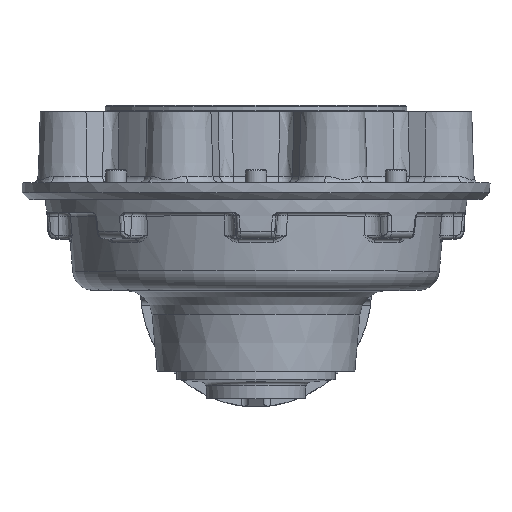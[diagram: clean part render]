
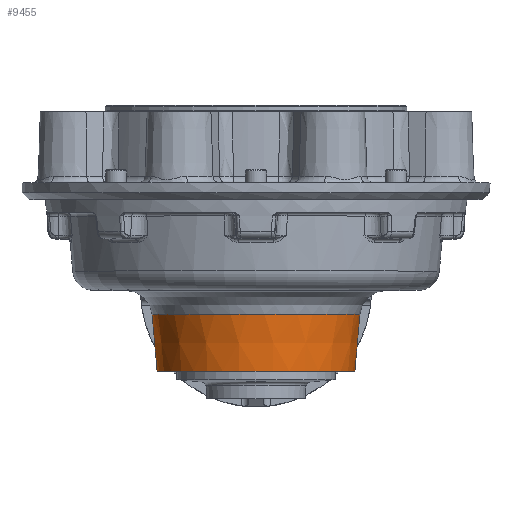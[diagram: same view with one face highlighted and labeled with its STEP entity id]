
A CAD part, top view. The second image highlights one B-rep face of the part: STEP entity #9455.
In plain terms, the highlighted conical face has half-angle 5 degrees and reference radius 80.363 mm.
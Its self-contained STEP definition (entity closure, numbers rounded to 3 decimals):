
#398=B_SPLINE_CURVE_WITH_KNOTS('',3,(#25725,#25726,#25727,#25728,#25729,
#25730,#25731,#25732,#25733,#25734,#25735,#25736,#25737,#25738,#25739,#25740,
#25741,#25742,#25743,#25744,#25745),.UNSPECIFIED.,.F.,.F.,(4,1,1,1,1,1,
1,1,1,1,1,1,1,1,1,1,1,1,4),(0.,0.125,0.188,0.25,0.313,0.375,0.438,0.469,
0.5,0.531,0.563,0.625,0.688,0.719,0.75,0.781,0.813,0.875,1.),
 .UNSPECIFIED.);
#405=B_SPLINE_CURVE_WITH_KNOTS('',3,(#26150,#26151,#26152,#26153,#26154,
#26155,#26156,#26157,#26158,#26159,#26160,#26161,#26162,#26163,#26164,#26165,
#26166,#26167,#26168),.UNSPECIFIED.,.F.,.F.,(4,1,1,1,1,1,1,1,1,1,1,1,1,
1,1,1,4),(0.,0.063,0.125,0.188,0.25,0.313,0.375,0.438,0.5,0.563,0.625,
0.688,0.75,0.813,0.875,0.938,1.),.UNSPECIFIED.);
#409=B_SPLINE_CURVE_WITH_KNOTS('',3,(#26323,#26324,#26325,#26326,#26327,
#26328,#26329,#26330,#26331,#26332,#26333,#26334,#26335,#26336,#26337,#26338,
#26339,#26340,#26341,#26342,#26343),.UNSPECIFIED.,.F.,.F.,(4,1,1,1,1,1,
1,1,1,1,1,1,1,1,1,1,1,1,4),(0.,0.125,0.188,0.219,0.25,0.281,0.313,
0.375,0.438,0.469,0.5,0.531,0.563,0.625,0.688,0.75,0.813,0.875,
1.),.UNSPECIFIED.);
#1708=CONICAL_SURFACE('',#13901,80.363,0.087);
#3923=ORIENTED_EDGE('',*,*,#5463,.T.);
#3924=ORIENTED_EDGE('',*,*,#5468,.T.);
#3925=ORIENTED_EDGE('',*,*,#5451,.T.);
#3926=ORIENTED_EDGE('',*,*,#5455,.T.);
#5451=EDGE_CURVE('',#6545,#6546,#7250,.T.);
#5455=EDGE_CURVE('',#6546,#6549,#398,.T.);
#5463=EDGE_CURVE('',#6549,#6553,#405,.T.);
#5468=EDGE_CURVE('',#6553,#6545,#409,.T.);
#6545=VERTEX_POINT('',#25579);
#6546=VERTEX_POINT('',#25580);
#6549=VERTEX_POINT('',#25724);
#6553=VERTEX_POINT('',#26149);
#7250=CIRCLE('',#13805,75.);
#7976=EDGE_LOOP('',(#3923,#3924,#3925,#3926));
#8708=FACE_BOUND('',#7976,.T.);
#9455=ADVANCED_FACE('',(#8708),#1708,.T.);
#13805=AXIS2_PLACEMENT_3D('',#25578,#16046,#16047);
#13901=AXIS2_PLACEMENT_3D('',#27212,#16280,#16281);
#16046=DIRECTION('',(0.,1.,0.));
#16047=DIRECTION('',(1.,0.,0.));
#16280=DIRECTION('',(0.,1.,0.));
#16281=DIRECTION('',(-1.,0.,0.));
#25578=CARTESIAN_POINT('',(0.,-61.,0.675));
#25579=CARTESIAN_POINT('',(-40.476,-61.,-62.466));
#25580=CARTESIAN_POINT('',(40.476,-61.,-62.466));
#25724=CARTESIAN_POINT('',(62.706,-17.957,-46.99));
#25725=CARTESIAN_POINT('',(40.476,-61.,-62.466));
#25726=CARTESIAN_POINT('',(41.868,-59.575,-61.721));
#25727=CARTESIAN_POINT('',(43.876,-57.345,-60.577));
#25728=CARTESIAN_POINT('',(46.383,-54.202,-59.031));
#25729=CARTESIAN_POINT('',(48.204,-51.728,-57.85));
#25730=CARTESIAN_POINT('',(49.879,-49.264,-56.714));
#25731=CARTESIAN_POINT('',(51.472,-46.731,-55.589));
#25732=CARTESIAN_POINT('',(52.718,-44.584,-54.678));
#25733=CARTESIAN_POINT('',(53.676,-42.83,-53.961));
#25734=CARTESIAN_POINT('',(54.359,-41.528,-53.443));
#25735=CARTESIAN_POINT('',(55.071,-40.115,-52.896));
#25736=CARTESIAN_POINT('',(55.964,-38.26,-52.201));
#25737=CARTESIAN_POINT('',(57.021,-35.914,-51.367));
#25738=CARTESIAN_POINT('',(57.987,-33.563,-50.596));
#25739=CARTESIAN_POINT('',(58.718,-31.654,-50.011));
#25740=CARTESIAN_POINT('',(59.226,-30.262,-49.605));
#25741=CARTESIAN_POINT('',(59.769,-28.694,-49.172));
#25742=CARTESIAN_POINT('',(60.433,-26.663,-48.648));
#25743=CARTESIAN_POINT('',(61.509,-23.077,-47.815));
#25744=CARTESIAN_POINT('',(62.267,-20.008,-47.272));
#25745=CARTESIAN_POINT('',(62.706,-17.957,-46.99));
#26149=CARTESIAN_POINT('',(-62.706,-17.957,-46.99));
#26150=CARTESIAN_POINT('',(62.706,-17.957,-46.99));
#26151=CARTESIAN_POINT('',(67.117,-17.957,-41.188));
#26152=CARTESIAN_POINT('',(74.316,-17.957,-28.352));
#26153=CARTESIAN_POINT('',(79.426,-17.957,-6.875));
#26154=CARTESIAN_POINT('',(78.454,-17.957,15.18));
#26155=CARTESIAN_POINT('',(71.476,-17.957,36.125));
#26156=CARTESIAN_POINT('',(59.025,-17.957,54.355));
#26157=CARTESIAN_POINT('',(42.054,-17.957,68.475));
#26158=CARTESIAN_POINT('',(21.864,-17.957,77.405));
#26159=CARTESIAN_POINT('',(0.,-17.957,80.459));
#26160=CARTESIAN_POINT('',(-21.864,-17.957,77.405));
#26161=CARTESIAN_POINT('',(-42.054,-17.957,68.475));
#26162=CARTESIAN_POINT('',(-59.025,-17.957,54.355));
#26163=CARTESIAN_POINT('',(-71.476,-17.957,36.125));
#26164=CARTESIAN_POINT('',(-78.454,-17.957,15.18));
#26165=CARTESIAN_POINT('',(-79.426,-17.957,-6.875));
#26166=CARTESIAN_POINT('',(-74.316,-17.957,-28.352));
#26167=CARTESIAN_POINT('',(-67.117,-17.957,-41.188));
#26168=CARTESIAN_POINT('',(-62.706,-17.957,-46.99));
#26323=CARTESIAN_POINT('',(-62.706,-17.957,-46.99));
#26324=CARTESIAN_POINT('',(-62.268,-20.005,-47.271));
#26325=CARTESIAN_POINT('',(-61.51,-23.071,-47.813));
#26326=CARTESIAN_POINT('',(-60.437,-26.652,-48.645));
#26327=CARTESIAN_POINT('',(-59.773,-28.681,-49.169));
#26328=CARTESIAN_POINT('',(-59.231,-30.247,-49.601));
#26329=CARTESIAN_POINT('',(-58.724,-31.638,-50.006));
#26330=CARTESIAN_POINT('',(-57.994,-33.546,-50.59));
#26331=CARTESIAN_POINT('',(-57.029,-35.896,-51.361));
#26332=CARTESIAN_POINT('',(-55.973,-38.24,-52.194));
#26333=CARTESIAN_POINT('',(-55.081,-40.094,-52.888));
#26334=CARTESIAN_POINT('',(-54.371,-41.506,-53.434));
#26335=CARTESIAN_POINT('',(-53.686,-42.811,-53.954));
#26336=CARTESIAN_POINT('',(-52.727,-44.567,-54.671));
#26337=CARTESIAN_POINT('',(-51.48,-46.717,-55.584));
#26338=CARTESIAN_POINT('',(-49.885,-49.255,-56.709));
#26339=CARTESIAN_POINT('',(-48.207,-51.723,-57.848));
#26340=CARTESIAN_POINT('',(-46.386,-54.198,-59.029));
#26341=CARTESIAN_POINT('',(-43.877,-57.343,-60.576));
#26342=CARTESIAN_POINT('',(-41.869,-59.574,-61.72));
#26343=CARTESIAN_POINT('',(-40.476,-61.,-62.466));
#27212=CARTESIAN_POINT('',(0.,0.3,0.675));
